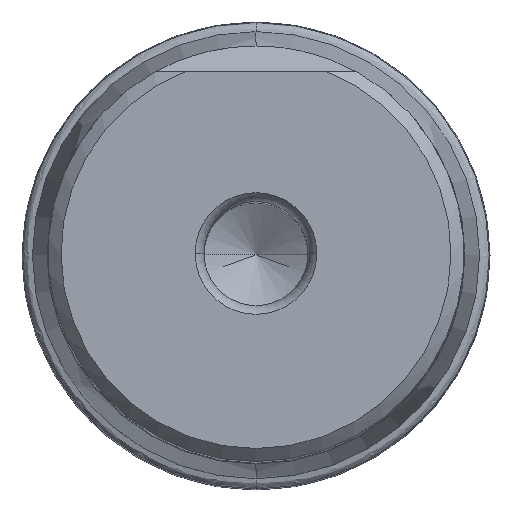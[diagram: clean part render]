
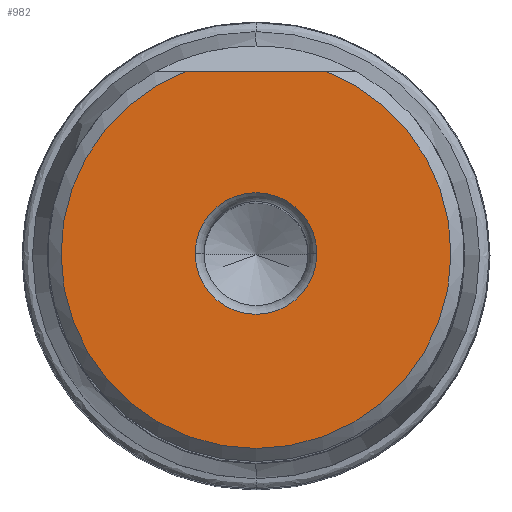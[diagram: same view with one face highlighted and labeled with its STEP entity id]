
A CAD part, top view. The second image highlights one B-rep face of the part: STEP entity #982.
In plain terms, the highlighted face is planar.
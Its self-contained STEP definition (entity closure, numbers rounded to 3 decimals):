
#262=CARTESIAN_POINT('',(0.,0.,0.));
#263=DIRECTION('',(0.,0.,-1.));
#264=DIRECTION('',(0.359,0.933,0.));
#265=AXIS2_PLACEMENT_3D('',#262,#263,#264);
#286=DIRECTION('',(-1.,0.,0.));
#287=VECTOR('',#286,10.77);
#288=CARTESIAN_POINT('',(5.385,14.,0.));
#289=LINE('',#288,#287);
#293=CARTESIAN_POINT('',(0.,0.,0.));
#294=DIRECTION('',(0.,0.,-1.));
#295=DIRECTION('',(1.,0.,0.));
#296=AXIS2_PLACEMENT_3D('',#293,#294,#295);
#301=CARTESIAN_POINT('',(0.,0.,0.));
#302=DIRECTION('',(0.,0.,-1.));
#303=DIRECTION('',(-1.,0.,0.));
#304=AXIS2_PLACEMENT_3D('',#301,#302,#303);
#626=CARTESIAN_POINT('',(5.385,14.,0.));
#627=CARTESIAN_POINT('',(-5.385,14.,0.));
#628=VERTEX_POINT('',#626);
#629=VERTEX_POINT('',#627);
#657=CARTESIAN_POINT('',(4.677,0.,0.));
#658=CARTESIAN_POINT('',(-4.677,0.,0.));
#659=VERTEX_POINT('',#657);
#660=VERTEX_POINT('',#658);
#966=CARTESIAN_POINT('',(0.,0.,0.));
#967=DIRECTION('',(0.,0.,-1.));
#968=DIRECTION('',(0.,-1.,0.));
#969=AXIS2_PLACEMENT_3D('',#966,#967,#968);
#970=PLANE('',#969);
#972=ORIENTED_EDGE('',*,*,#971,.T.);
#973=ORIENTED_EDGE('',*,*,#955,.F.);
#974=EDGE_LOOP('',(#972,#973));
#975=FACE_OUTER_BOUND('',#974,.F.);
#977=ORIENTED_EDGE('',*,*,#976,.T.);
#979=ORIENTED_EDGE('',*,*,#978,.T.);
#980=EDGE_LOOP('',(#977,#979));
#981=FACE_BOUND('',#980,.F.);
#982=ADVANCED_FACE('',(#975,#981),#970,.T.);
#266=CIRCLE('',#265,15.);
#297=CIRCLE('',#296,4.677);
#305=CIRCLE('',#304,4.677);
#955=EDGE_CURVE('',#628,#629,#266,.T.);
#971=EDGE_CURVE('',#628,#629,#289,.T.);
#976=EDGE_CURVE('',#659,#660,#297,.T.);
#978=EDGE_CURVE('',#660,#659,#305,.T.);
